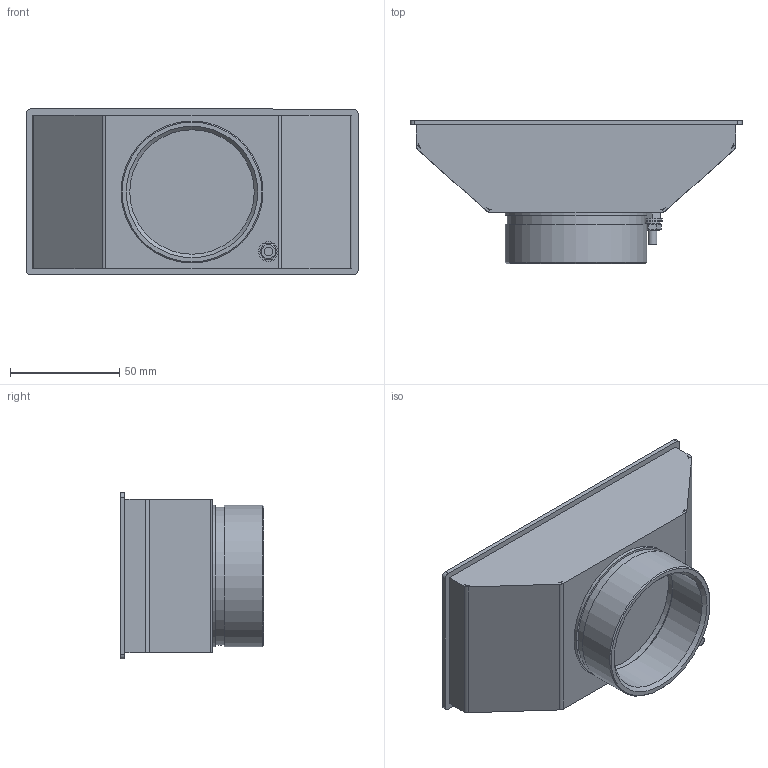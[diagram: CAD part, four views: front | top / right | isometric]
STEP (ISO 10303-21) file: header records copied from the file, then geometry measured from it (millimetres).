
FILE_DESCRIPTION (( 'STEP AP203' ), '1' );
FILE_NAME ('ﾂﾇﾏ.150.1.STEP', '2025-06-24T11:26:19', ( '' ), ( '' ), 'SwSTEP 2.0', 'SolidWorks 2022', '' );
FILE_SCHEMA (( 'CONFIG_CONTROL_DESIGN' ));
Length unit declared in the file: millimetre
Products named in the file (1): ВЗП.150.1
Bounding box: 152 x 65.5 x 76 mm (x, y, z)
Volume: 375785.8 mm3; surface area: 52335.3 mm2
Topology: 6 solids, 7 shells, 211 faces, 488 edges, 308 vertices
Faces by surface type: plane 141, cylinder 57, cone 13
Full cylindrical faces by diameter (mm): 3.02 x2, 3.3 x1, 4 x1, 4.3 x2, 9 x2, 9.64 x2, 57 x1, 59.7 x1, 63 x1, 63.5 x1, 63.8 x1, 65 x2
Entity records: 5923 total; most frequent: CARTESIAN_POINT 1124, DIRECTION 988, ORIENTED_EDGE 912, EDGE_CURVE 456, AXIS2_PLACEMENT_3D 348, VERTEX_POINT 300, VECTOR 292, LINE 292
